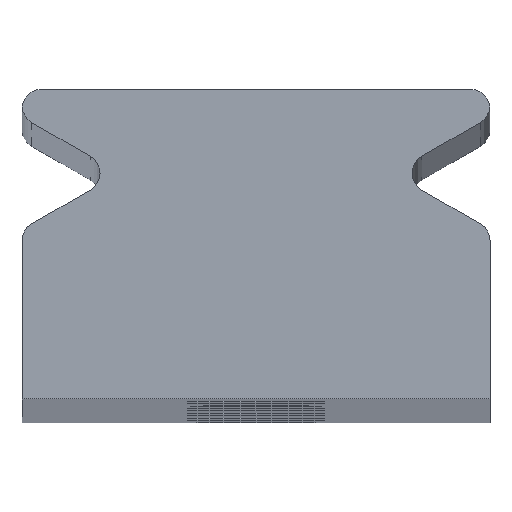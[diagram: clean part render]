
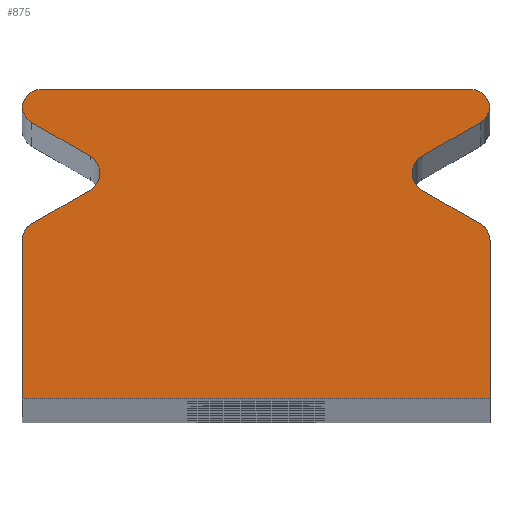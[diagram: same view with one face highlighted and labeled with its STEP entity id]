
A CAD part, top view. The second image highlights one B-rep face of the part: STEP entity #875.
In plain terms, the highlighted planar face has unit normal (0, 0, 1).
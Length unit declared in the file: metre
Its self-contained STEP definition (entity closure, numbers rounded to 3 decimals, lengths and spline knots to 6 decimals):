
#62=CIRCLE('',#963,0.0005);
#63=CIRCLE('',#964,0.0005);
#64=CIRCLE('',#965,0.0005);
#65=CIRCLE('',#966,0.0005);
#66=CIRCLE('',#967,0.0005);
#67=CIRCLE('',#968,0.0005);
#68=CIRCLE('',#969,0.0005);
#69=CIRCLE('',#970,0.0005);
#162=ORIENTED_EDGE('',*,*,#370,.F.);
#163=ORIENTED_EDGE('',*,*,#332,.T.);
#164=ORIENTED_EDGE('',*,*,#371,.T.);
#165=ORIENTED_EDGE('',*,*,#336,.T.);
#166=ORIENTED_EDGE('',*,*,#372,.T.);
#167=ORIENTED_EDGE('',*,*,#342,.T.);
#168=ORIENTED_EDGE('',*,*,#373,.T.);
#169=ORIENTED_EDGE('',*,*,#374,.T.);
#170=ORIENTED_EDGE('',*,*,#360,.T.);
#171=ORIENTED_EDGE('',*,*,#375,.T.);
#172=ORIENTED_EDGE('',*,*,#376,.T.);
#173=ORIENTED_EDGE('',*,*,#362,.T.);
#174=ORIENTED_EDGE('',*,*,#377,.T.);
#175=ORIENTED_EDGE('',*,*,#368,.T.);
#176=ORIENTED_EDGE('',*,*,#378,.T.);
#177=ORIENTED_EDGE('',*,*,#330,.T.);
#330=EDGE_CURVE('',#435,#434,#522,.T.);
#332=EDGE_CURVE('',#436,#437,#524,.T.);
#336=EDGE_CURVE('',#440,#441,#528,.T.);
#342=EDGE_CURVE('',#447,#446,#534,.T.);
#360=EDGE_CURVE('',#465,#464,#538,.T.);
#362=EDGE_CURVE('',#466,#467,#540,.T.);
#368=EDGE_CURVE('',#473,#472,#546,.T.);
#370=EDGE_CURVE('',#436,#434,#548,.T.);
#371=EDGE_CURVE('',#437,#440,#62,.T.);
#372=EDGE_CURVE('',#441,#447,#63,.F.);
#373=EDGE_CURVE('',#446,#474,#64,.T.);
#374=EDGE_CURVE('',#474,#465,#65,.T.);
#375=EDGE_CURVE('',#464,#475,#66,.T.);
#376=EDGE_CURVE('',#475,#466,#67,.T.);
#377=EDGE_CURVE('',#467,#473,#68,.F.);
#378=EDGE_CURVE('',#472,#435,#69,.T.);
#434=VERTEX_POINT('',#1377);
#435=VERTEX_POINT('',#1379);
#436=VERTEX_POINT('',#1383);
#437=VERTEX_POINT('',#1384);
#440=VERTEX_POINT('',#1392);
#441=VERTEX_POINT('',#1393);
#446=VERTEX_POINT('',#1404);
#447=VERTEX_POINT('',#1406);
#464=VERTEX_POINT('',#1441);
#465=VERTEX_POINT('',#1443);
#466=VERTEX_POINT('',#1447);
#467=VERTEX_POINT('',#1448);
#472=VERTEX_POINT('',#1459);
#473=VERTEX_POINT('',#1461);
#474=VERTEX_POINT('',#1468);
#475=VERTEX_POINT('',#1471);
#522=LINE('',#1378,#554);
#524=LINE('',#1382,#556);
#528=LINE('',#1391,#560);
#534=LINE('',#1405,#566);
#538=LINE('',#1442,#570);
#540=LINE('',#1446,#572);
#546=LINE('',#1460,#578);
#548=LINE('',#1464,#580);
#554=VECTOR('',#1079,1.);
#556=VECTOR('',#1083,1.);
#560=VECTOR('',#1089,1.);
#566=VECTOR('',#1097,1.);
#570=VECTOR('',#1131,1.);
#572=VECTOR('',#1135,1.);
#578=VECTOR('',#1143,1.);
#580=VECTOR('',#1147,1.);
#605=EDGE_LOOP('',(#162,#163,#164,#165,#166,#167,#168,#169,#170,#171,#172,
#173,#174,#175,#176,#177));
#735=FACE_BOUND('',#605,.T.);
#851=PLANE('',#962);
#875=ADVANCED_FACE('',(#735),#851,.T.);
#962=AXIS2_PLACEMENT_3D('',#1463,#1145,#1146);
#963=AXIS2_PLACEMENT_3D('',#1465,#1148,#1149);
#964=AXIS2_PLACEMENT_3D('',#1466,#1150,#1151);
#965=AXIS2_PLACEMENT_3D('',#1467,#1152,#1153);
#966=AXIS2_PLACEMENT_3D('',#1469,#1154,#1155);
#967=AXIS2_PLACEMENT_3D('',#1470,#1156,#1157);
#968=AXIS2_PLACEMENT_3D('',#1472,#1158,#1159);
#969=AXIS2_PLACEMENT_3D('',#1473,#1160,#1161);
#970=AXIS2_PLACEMENT_3D('',#1474,#1162,#1163);
#1079=DIRECTION('',(0.,-1.,0.));
#1083=DIRECTION('',(0.,1.,0.));
#1089=DIRECTION('',(-0.866,0.5,0.));
#1097=DIRECTION('',(0.866,0.5,0.));
#1131=DIRECTION('',(-1.,0.,0.));
#1135=DIRECTION('',(0.866,-0.5,0.));
#1143=DIRECTION('',(-0.866,-0.5,0.));
#1145=DIRECTION('',(0.,0.,1.));
#1146=DIRECTION('',(1.,0.,0.));
#1147=DIRECTION('',(-1.,0.,0.));
#1148=DIRECTION('',(0.,0.,1.));
#1149=DIRECTION('',(1.,0.,0.));
#1150=DIRECTION('',(0.,0.,1.));
#1151=DIRECTION('',(1.,0.,0.));
#1152=DIRECTION('',(0.,0.,1.));
#1153=DIRECTION('',(1.,0.,0.));
#1154=DIRECTION('',(0.,0.,1.));
#1155=DIRECTION('',(1.,0.,0.));
#1156=DIRECTION('',(0.,0.,1.));
#1157=DIRECTION('',(1.,0.,0.));
#1158=DIRECTION('',(0.,0.,1.));
#1159=DIRECTION('',(1.,0.,0.));
#1160=DIRECTION('',(0.,0.,1.));
#1161=DIRECTION('',(1.,0.,0.));
#1162=DIRECTION('',(0.,0.,1.));
#1163=DIRECTION('',(1.,0.,0.));
#1377=CARTESIAN_POINT('',(0.,0.004057,0.3525));
#1378=CARTESIAN_POINT('',(0.,0.008403,0.3525));
#1379=CARTESIAN_POINT('',(0.,0.008115,0.3525));
#1382=CARTESIAN_POINT('',(0.012,0.,0.3525));
#1383=CARTESIAN_POINT('',(0.012,0.004057,0.3525));
#1384=CARTESIAN_POINT('',(0.012,0.008115,0.3525));
#1391=CARTESIAN_POINT('',(0.0095,0.009847,0.3525));
#1392=CARTESIAN_POINT('',(0.01175,0.008548,0.3525));
#1393=CARTESIAN_POINT('',(0.01025,0.009414,0.3525));
#1404=CARTESIAN_POINT('',(0.01175,0.011146,0.3525));
#1405=CARTESIAN_POINT('',(0.0095,0.009847,0.3525));
#1406=CARTESIAN_POINT('',(0.01025,0.01028,0.3525));
#1441=CARTESIAN_POINT('',(0.0005,0.012,0.3525));
#1442=CARTESIAN_POINT('',(0.012,0.012,0.3525));
#1443=CARTESIAN_POINT('',(0.0115,0.012,0.3525));
#1446=CARTESIAN_POINT('',(0.0025,0.009847,0.3525));
#1447=CARTESIAN_POINT('',(0.00025,0.011146,0.3525));
#1448=CARTESIAN_POINT('',(0.00175,0.01028,0.3525));
#1459=CARTESIAN_POINT('',(0.00025,0.008548,0.3525));
#1460=CARTESIAN_POINT('',(0.0025,0.009847,0.3525));
#1461=CARTESIAN_POINT('',(0.00175,0.009414,0.3525));
#1463=CARTESIAN_POINT('',(0.,0.,0.3525));
#1464=CARTESIAN_POINT('',(0.,0.004057,0.3525));
#1465=CARTESIAN_POINT('',(0.0115,0.008115,0.3525));
#1466=CARTESIAN_POINT('',(0.0105,0.009847,0.3525));
#1467=CARTESIAN_POINT('',(0.0115,0.011579,0.3525));
#1468=CARTESIAN_POINT('',(0.011998,0.011539,0.3525));
#1469=CARTESIAN_POINT('',(0.0115,0.0115,0.3525));
#1470=CARTESIAN_POINT('',(0.0005,0.0115,0.3525));
#1471=CARTESIAN_POINT('',(0.000002,0.011539,0.3525));
#1472=CARTESIAN_POINT('',(0.0005,0.011579,0.3525));
#1473=CARTESIAN_POINT('',(0.0015,0.009847,0.3525));
#1474=CARTESIAN_POINT('',(0.0005,0.008115,0.3525));
